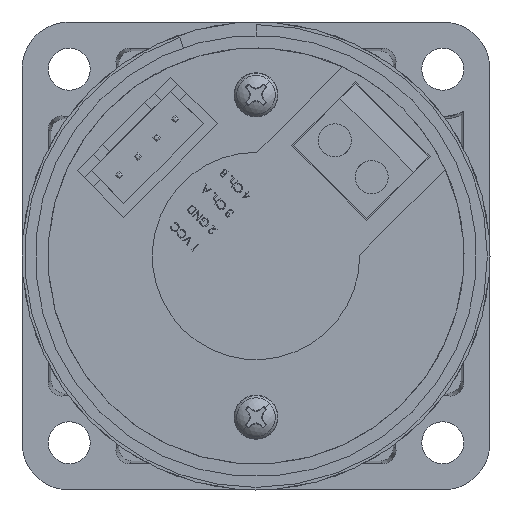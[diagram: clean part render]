
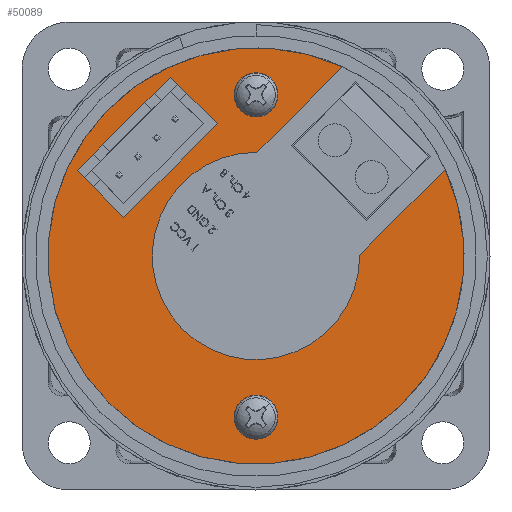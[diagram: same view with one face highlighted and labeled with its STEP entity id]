
A CAD part, front view. The second image highlights one B-rep face of the part: STEP entity #50089.
In plain terms, the highlighted face is planar.
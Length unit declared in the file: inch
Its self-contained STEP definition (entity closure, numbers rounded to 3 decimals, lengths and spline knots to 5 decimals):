
#309 = DIRECTION ( 'NONE',  ( 1., 0., 0. ) ) ;
#699 = EDGE_LOOP ( 'NONE', ( #26820, #28301, #34165, #35507, #40185, #41512, #43614, #48185, #49680, #51307, #55606, #57806 ) ) ;
#734 = ORIENTED_EDGE ( 'NONE', *, *, #26086, .F. ) ;
#1063 = DIRECTION ( 'NONE',  ( 0., 0., -1. ) ) ;
#1133 = VECTOR ( 'NONE', #15342, 39.37008 ) ;
#2122 = DIRECTION ( 'NONE',  ( 0., 1., 0. ) ) ;
#2243 = ORIENTED_EDGE ( 'NONE', *, *, #6884, .F. ) ;
#2377 = VERTEX_POINT ( 'NONE', #3399 ) ;
#3399 = CARTESIAN_POINT ( 'NONE',  ( 0., 0.6415, -0.3925 ) ) ;
#3517 = VERTEX_POINT ( 'NONE', #43484 ) ;
#4157 = EDGE_CURVE ( 'NONE', #20845, #58009, #9815, .T. ) ;
#4747 = CARTESIAN_POINT ( 'NONE',  ( 0.4575, 0.6415, -0.25 ) ) ;
#4799 = PLANE ( 'NONE',  #42256 ) ;
#4960 = EDGE_CURVE ( 'NONE', #53906, #37654, #51413, .T. ) ;
#4969 = VERTEX_POINT ( 'NONE', #38424 ) ;
#4988 = CARTESIAN_POINT ( 'NONE',  ( 0.7075, 0.6415, -0.1625 ) ) ;
#5601 = CARTESIAN_POINT ( 'NONE',  ( 0.67, 0.6415, 0.25 ) ) ;
#5971 = ORIENTED_EDGE ( 'NONE', *, *, #4157, .T. ) ;
#6884 = EDGE_CURVE ( 'NONE', #20845, #57469, #60124, .T. ) ;
#7117 = DIRECTION ( 'NONE',  ( 0., 1., 0. ) ) ;
#7341 = VERTEX_POINT ( 'NONE', #28646 ) ;
#7932 = ORIENTED_EDGE ( 'NONE', *, *, #25600, .T. ) ;
#8489 = EDGE_CURVE ( 'NONE', #23629, #59148, #39135, .T. ) ;
#8562 = CARTESIAN_POINT ( 'NONE',  ( 0.67, 0.6415, -0.25 ) ) ;
#8792 = LINE ( 'NONE', #54883, #57954 ) ;
#9436 = DIRECTION ( 'NONE',  ( 0., 0., -1. ) ) ;
#9815 = CIRCLE ( 'NONE', #37697, 0.7875 ) ;
#11066 = LINE ( 'NONE', #4747, #61661 ) ;
#11135 = CARTESIAN_POINT ( 'NONE',  ( 0., 0.6415, 0. ) ) ;
#11476 = LINE ( 'NONE', #45058, #60605 ) ;
#11682 = CARTESIAN_POINT ( 'NONE',  ( 0.4575, 0.6415, -0.25 ) ) ;
#13375 = CARTESIAN_POINT ( 'NONE',  ( -0.275, 0.6415, 0.28006 ) ) ;
#13716 = VERTEX_POINT ( 'NONE', #13375 ) ;
#14038 = EDGE_CURVE ( 'NONE', #39294, #32219, #44749, .T. ) ;
#15342 = DIRECTION ( 'NONE',  ( -1., 0., 0. ) ) ;
#15378 = CARTESIAN_POINT ( 'NONE',  ( 0.4575, 0.6415, 0.25 ) ) ;
#15911 = DIRECTION ( 'NONE',  ( 0., 0., 1. ) ) ;
#16335 = CARTESIAN_POINT ( 'NONE',  ( 0.275, 0.6415, 0.28006 ) ) ;
#16398 = DIRECTION ( 'NONE',  ( 1., 0., 0. ) ) ;
#16490 = DIRECTION ( 'NONE',  ( 0., 1., 0. ) ) ;
#16977 = LINE ( 'NONE', #29602, #26726 ) ;
#17408 = VECTOR ( 'NONE', #55330, 39.37008 ) ;
#18792 = CIRCLE ( 'NONE', #44192, 0.7875 ) ;
#19276 = EDGE_CURVE ( 'NONE', #4969, #51622, #16977, .T. ) ;
#20845 = VERTEX_POINT ( 'NONE', #49441 ) ;
#22084 = CARTESIAN_POINT ( 'NONE',  ( -0.275, 0.6415, 0.28006 ) ) ;
#23629 = VERTEX_POINT ( 'NONE', #55806 ) ;
#23784 = EDGE_CURVE ( 'NONE', #37654, #3517, #36931, .T. ) ;
#24059 = EDGE_CURVE ( 'NONE', #32219, #4969, #51769, .T. ) ;
#24197 = CARTESIAN_POINT ( 'NONE',  ( 0., 0.6415, 0. ) ) ;
#24897 = EDGE_CURVE ( 'NONE', #13716, #7341, #42793, .T. ) ;
#25311 = CARTESIAN_POINT ( 'NONE',  ( 0.7075, 0.6415, 0. ) ) ;
#25600 = EDGE_CURVE ( 'NONE', #58009, #7341, #18792, .T. ) ;
#25686 = CARTESIAN_POINT ( 'NONE',  ( 0.7075, 0.6415, 0.1125 ) ) ;
#26086 = EDGE_CURVE ( 'NONE', #57469, #2377, #57550, .T. ) ;
#26516 = VECTOR ( 'NONE', #9436, 39.37008 ) ;
#26726 = VECTOR ( 'NONE', #1063, 39.37008 ) ;
#26820 = ORIENTED_EDGE ( 'NONE', *, *, #36910, .F. ) ;
#27322 = CARTESIAN_POINT ( 'NONE',  ( 0., 0.6415, -0.7875 ) ) ;
#27676 = CARTESIAN_POINT ( 'NONE',  ( 0.7075, 0.6415, 0.1625 ) ) ;
#28301 = ORIENTED_EDGE ( 'NONE', *, *, #23784, .F. ) ;
#28568 = FACE_BOUND ( 'NONE', #699, .T. ) ;
#28646 = CARTESIAN_POINT ( 'NONE',  ( -0.275, 0.6415, 0.73792 ) ) ;
#28993 = DIRECTION ( 'NONE',  ( 0., 0., 1. ) ) ;
#29602 = CARTESIAN_POINT ( 'NONE',  ( 0.7075, 0.6415, 0. ) ) ;
#30586 = EDGE_CURVE ( 'NONE', #2377, #13716, #41211, .T. ) ;
#30660 = CARTESIAN_POINT ( 'NONE',  ( 0., 0.6415, 0. ) ) ;
#30743 = CARTESIAN_POINT ( 'NONE',  ( 0.7075, 0.6415, -0.25 ) ) ;
#31385 = VECTOR ( 'NONE', #43084, 39.37008 ) ;
#32219 = VERTEX_POINT ( 'NONE', #25686 ) ;
#33201 = CARTESIAN_POINT ( 'NONE',  ( 0., 0.6415, 0.25 ) ) ;
#33305 = DIRECTION ( 'NONE',  ( 0., 0., 1. ) ) ;
#34165 = ORIENTED_EDGE ( 'NONE', *, *, #4960, .F. ) ;
#34405 = DIRECTION ( 'NONE',  ( 1., 0., 0. ) ) ;
#35440 = DIRECTION ( 'NONE',  ( 0., 0., 1. ) ) ;
#35507 = ORIENTED_EDGE ( 'NONE', *, *, #58360, .F. ) ;
#35680 = CARTESIAN_POINT ( 'NONE',  ( 0., 0.6415, 0. ) ) ;
#35806 = VERTEX_POINT ( 'NONE', #40427 ) ;
#35987 = DIRECTION ( 'NONE',  ( 0., 0., -1. ) ) ;
#36111 = EDGE_CURVE ( 'NONE', #59148, #35806, #11066, .T. ) ;
#36321 = LINE ( 'NONE', #60275, #58585 ) ;
#36375 = VECTOR ( 'NONE', #44129, 39.37008 ) ;
#36459 = EDGE_CURVE ( 'NONE', #51622, #61083, #8792, .T. ) ;
#36665 = EDGE_LOOP ( 'NONE', ( #59314, #46692, #734, #2243, #5971, #7932 ) ) ;
#36910 = EDGE_CURVE ( 'NONE', #3517, #39294, #40102, .T. ) ;
#36931 = LINE ( 'NONE', #15378, #48110 ) ;
#37654 = VERTEX_POINT ( 'NONE', #5601 ) ;
#37697 = AXIS2_PLACEMENT_3D ( 'NONE', #11135, #44512, #15911 ) ;
#38276 = CARTESIAN_POINT ( 'NONE',  ( 0.4575, 0.6415, -0.25 ) ) ;
#38424 = CARTESIAN_POINT ( 'NONE',  ( 0.7075, 0.6415, -0.1125 ) ) ;
#38488 = EDGE_CURVE ( 'NONE', #60024, #23629, #11476, .T. ) ;
#38628 = AXIS2_PLACEMENT_3D ( 'NONE', #30660, #2122, #35440 ) ;
#38664 = AXIS2_PLACEMENT_3D ( 'NONE', #35680, #7117, #40446 ) ;
#39135 = LINE ( 'NONE', #53461, #1133 ) ;
#39294 = VERTEX_POINT ( 'NONE', #27676 ) ;
#39748 = FACE_OUTER_BOUND ( 'NONE', #36665, .T. ) ;
#40102 = LINE ( 'NONE', #30743, #51214 ) ;
#40185 = ORIENTED_EDGE ( 'NONE', *, *, #36111, .F. ) ;
#40299 = VECTOR ( 'NONE', #309, 39.37008 ) ;
#40427 = CARTESIAN_POINT ( 'NONE',  ( 0.4575, 0.6415, 0.25 ) ) ;
#40446 = DIRECTION ( 'NONE',  ( 0., 0., 1. ) ) ;
#41211 = CIRCLE ( 'NONE', #38664, 0.3925 ) ;
#41512 = ORIENTED_EDGE ( 'NONE', *, *, #8489, .F. ) ;
#42256 = AXIS2_PLACEMENT_3D ( 'NONE', #24197, #57435, #28993 ) ;
#42535 = LINE ( 'NONE', #38276, #31385 ) ;
#42793 = LINE ( 'NONE', #22084, #17408 ) ;
#43084 = DIRECTION ( 'NONE',  ( -1., 0., 0. ) ) ;
#43484 = CARTESIAN_POINT ( 'NONE',  ( 0.7075, 0.6415, 0.25 ) ) ;
#43614 = ORIENTED_EDGE ( 'NONE', *, *, #38488, .F. ) ;
#43850 = DIRECTION ( 'NONE',  ( 0., 0., -1. ) ) ;
#44129 = DIRECTION ( 'NONE',  ( 0., 0., -1. ) ) ;
#44192 = AXIS2_PLACEMENT_3D ( 'NONE', #45062, #16490, #49831 ) ;
#44512 = DIRECTION ( 'NONE',  ( 0., 1., 0. ) ) ;
#44663 = EDGE_CURVE ( 'NONE', #61083, #60024, #42535, .T. ) ;
#44749 = LINE ( 'NONE', #25311, #55849 ) ;
#45058 = CARTESIAN_POINT ( 'NONE',  ( 0., 0.6415, -0.25 ) ) ;
#45062 = CARTESIAN_POINT ( 'NONE',  ( 0., 0.6415, 0. ) ) ;
#46692 = ORIENTED_EDGE ( 'NONE', *, *, #30586, .F. ) ;
#48110 = VECTOR ( 'NONE', #34405, 39.37008 ) ;
#48185 = ORIENTED_EDGE ( 'NONE', *, *, #44663, .F. ) ;
#49441 = CARTESIAN_POINT ( 'NONE',  ( 0.275, 0.6415, 0.73792 ) ) ;
#49680 = ORIENTED_EDGE ( 'NONE', *, *, #36459, .F. ) ;
#49828 = DIRECTION ( 'NONE',  ( -1., 0., 0. ) ) ;
#49831 = DIRECTION ( 'NONE',  ( 0., 0., 1. ) ) ;
#50089 = ADVANCED_FACE ( 'NONE', ( #28568, #39748 ), #4799, .T. ) ;
#51214 = VECTOR ( 'NONE', #59176, 39.37008 ) ;
#51307 = ORIENTED_EDGE ( 'NONE', *, *, #19276, .F. ) ;
#51413 = LINE ( 'NONE', #33201, #40299 ) ;
#51622 = VERTEX_POINT ( 'NONE', #4988 ) ;
#51769 = LINE ( 'NONE', #52115, #26516 ) ;
#52115 = CARTESIAN_POINT ( 'NONE',  ( 0.7075, 0.6415, -0.25 ) ) ;
#53461 = CARTESIAN_POINT ( 'NONE',  ( 0.4575, 0.6415, -0.25 ) ) ;
#53639 = CARTESIAN_POINT ( 'NONE',  ( 0.275, 0.6415, 0.28006 ) ) ;
#53906 = VERTEX_POINT ( 'NONE', #61429 ) ;
#54883 = CARTESIAN_POINT ( 'NONE',  ( 0.7075, 0.6415, -0.25 ) ) ;
#55330 = DIRECTION ( 'NONE',  ( 0., 0., 1. ) ) ;
#55606 = ORIENTED_EDGE ( 'NONE', *, *, #24059, .F. ) ;
#55806 = CARTESIAN_POINT ( 'NONE',  ( 0.62, 0.6415, -0.25 ) ) ;
#55849 = VECTOR ( 'NONE', #43850, 39.37008 ) ;
#57435 = DIRECTION ( 'NONE',  ( 0., 1., 0. ) ) ;
#57469 = VERTEX_POINT ( 'NONE', #16335 ) ;
#57523 = CARTESIAN_POINT ( 'NONE',  ( 0.7075, 0.6415, -0.25 ) ) ;
#57550 = CIRCLE ( 'NONE', #38628, 0.3925 ) ;
#57806 = ORIENTED_EDGE ( 'NONE', *, *, #14038, .F. ) ;
#57954 = VECTOR ( 'NONE', #35987, 39.37008 ) ;
#58009 = VERTEX_POINT ( 'NONE', #27322 ) ;
#58360 = EDGE_CURVE ( 'NONE', #35806, #53906, #36321, .T. ) ;
#58585 = VECTOR ( 'NONE', #16398, 39.37008 ) ;
#59148 = VERTEX_POINT ( 'NONE', #11682 ) ;
#59176 = DIRECTION ( 'NONE',  ( 0., 0., -1. ) ) ;
#59314 = ORIENTED_EDGE ( 'NONE', *, *, #24897, .F. ) ;
#60024 = VERTEX_POINT ( 'NONE', #8562 ) ;
#60124 = LINE ( 'NONE', #53639, #36375 ) ;
#60275 = CARTESIAN_POINT ( 'NONE',  ( 0.4575, 0.6415, 0.25 ) ) ;
#60605 = VECTOR ( 'NONE', #49828, 39.37008 ) ;
#61083 = VERTEX_POINT ( 'NONE', #57523 ) ;
#61429 = CARTESIAN_POINT ( 'NONE',  ( 0.62, 0.6415, 0.25 ) ) ;
#61661 = VECTOR ( 'NONE', #33305, 39.37008 ) ;
